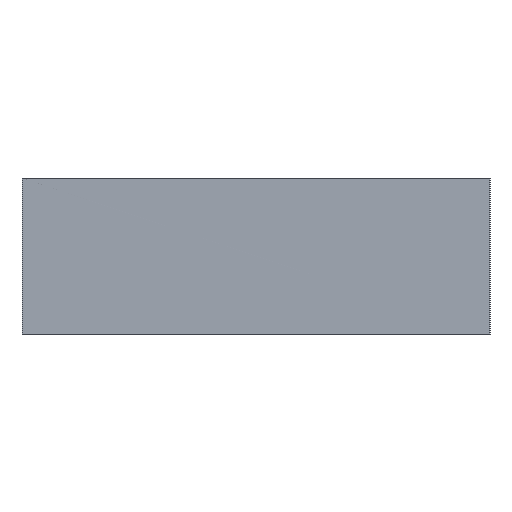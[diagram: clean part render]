
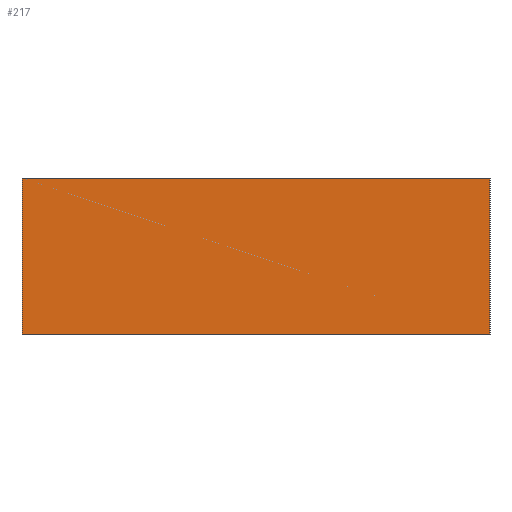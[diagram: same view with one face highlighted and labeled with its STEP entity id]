
A CAD part, left-side view. The second image highlights one B-rep face of the part: STEP entity #217.
In plain terms, the highlighted planar face has unit normal (-1, 0, 0).
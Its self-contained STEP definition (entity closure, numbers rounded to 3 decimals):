
#20=FACE_OUTER_BOUND('',#32,.T.);
#32=EDGE_LOOP('',(#157,#158,#159,#160));
#51=LINE('',#339,#75);
#56=LINE('',#356,#80);
#57=LINE('',#357,#81);
#58=LINE('',#358,#82);
#75=VECTOR('',#275,10.);
#80=VECTOR('',#288,10.);
#81=VECTOR('',#289,10.);
#82=VECTOR('',#290,10.);
#99=VERTEX_POINT('',#336);
#100=VERTEX_POINT('',#338);
#107=VERTEX_POINT('',#354);
#108=VERTEX_POINT('',#355);
#119=EDGE_CURVE('',#100,#99,#51,.T.);
#127=EDGE_CURVE('',#107,#108,#56,.T.);
#128=EDGE_CURVE('',#108,#100,#57,.T.);
#129=EDGE_CURVE('',#107,#99,#58,.T.);
#157=ORIENTED_EDGE('',*,*,#127,.T.);
#158=ORIENTED_EDGE('',*,*,#128,.T.);
#159=ORIENTED_EDGE('',*,*,#119,.T.);
#160=ORIENTED_EDGE('',*,*,#129,.F.);
#208=PLANE('',#255);
#217=ADVANCED_FACE('',(#20),#208,.T.);
#255=AXIS2_PLACEMENT_3D('',#353,#286,#287);
#275=DIRECTION('',(0.,-1.,0.));
#286=DIRECTION('center_axis',(-1.,0.,0.));
#287=DIRECTION('ref_axis',(0.,0.,1.));
#288=DIRECTION('',(0.,1.,0.));
#289=DIRECTION('',(0.,0.,-1.));
#290=DIRECTION('',(0.,0.,-1.));
#336=CARTESIAN_POINT('',(-37.5,-15.,-5.));
#338=CARTESIAN_POINT('',(-37.5,15.,-5.));
#339=CARTESIAN_POINT('',(-37.5,-15.,-5.));
#353=CARTESIAN_POINT('Origin',(-37.5,-15.,0.));
#354=CARTESIAN_POINT('',(-37.5,-15.,5.));
#355=CARTESIAN_POINT('',(-37.5,15.,5.));
#356=CARTESIAN_POINT('',(-37.5,-15.,5.));
#357=CARTESIAN_POINT('',(-37.5,15.,0.));
#358=CARTESIAN_POINT('',(-37.5,-15.,0.));
